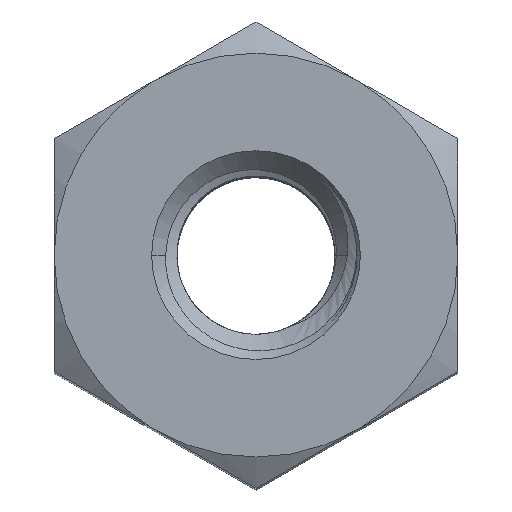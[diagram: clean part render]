
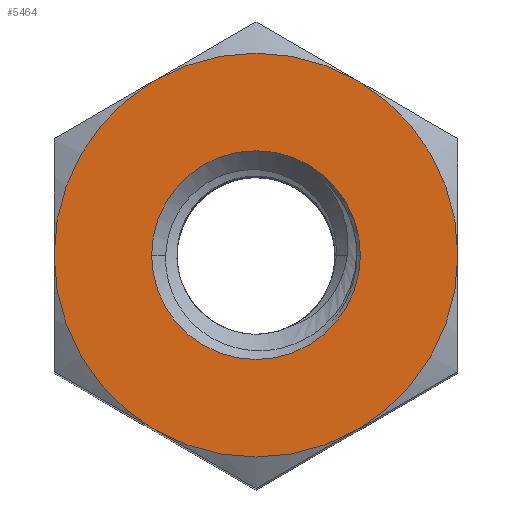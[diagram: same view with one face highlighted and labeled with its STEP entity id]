
A CAD part, top view. The second image highlights one B-rep face of the part: STEP entity #5464.
In plain terms, the highlighted planar face has unit normal (0, 0, 1).
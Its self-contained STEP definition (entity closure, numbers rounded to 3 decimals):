
#100 = FACE_BOUND ( 'NONE', #4207, .T. ) ;
#151 = DIRECTION ( 'NONE',  ( -1., 0., 0. ) ) ;
#222 = ORIENTED_EDGE ( 'NONE', *, *, #6702, .F. ) ;
#395 = DIRECTION ( 'NONE',  ( -1., 0., 0. ) ) ;
#420 = DIRECTION ( 'NONE',  ( 0., 0., -1. ) ) ;
#466 = PLANE ( 'NONE',  #3740 ) ;
#485 = CARTESIAN_POINT ( 'NONE',  ( -1.5, 2.598, 7.5 ) ) ;
#624 = DIRECTION ( 'NONE',  ( 0., 0., -1. ) ) ;
#755 = CIRCLE ( 'NONE', #950, 1.551 ) ;
#824 = CIRCLE ( 'NONE', #2707, 3. ) ;
#935 = CIRCLE ( 'NONE', #5576, 3. ) ;
#950 = AXIS2_PLACEMENT_3D ( 'NONE', #6347, #3284, #151 ) ;
#960 = EDGE_CURVE ( 'NONE', #2792, #3612, #824, .T. ) ;
#989 = CARTESIAN_POINT ( 'NONE',  ( 0., 0., 7.5 ) ) ;
#1102 = ORIENTED_EDGE ( 'NONE', *, *, #6570, .T. ) ;
#1155 = EDGE_CURVE ( 'NONE', #6565, #4728, #3121, .T. ) ;
#1370 = DIRECTION ( 'NONE',  ( 0., 0., -1. ) ) ;
#1401 = DIRECTION ( 'NONE',  ( -1., 0., 0. ) ) ;
#1437 = CARTESIAN_POINT ( 'NONE',  ( 0., 0., 7.5 ) ) ;
#1500 = CIRCLE ( 'NONE', #1996, 3. ) ;
#1510 = DIRECTION ( 'NONE',  ( -1., 0., 0. ) ) ;
#1512 = CARTESIAN_POINT ( 'NONE',  ( -1.5, -2.598, 7.5 ) ) ;
#1802 = DIRECTION ( 'NONE',  ( 0., 0., -1. ) ) ;
#1996 = AXIS2_PLACEMENT_3D ( 'NONE', #989, #4632, #1510 ) ;
#2037 = DIRECTION ( 'NONE',  ( 1., 0., 0. ) ) ;
#2240 = ORIENTED_EDGE ( 'NONE', *, *, #960, .F. ) ;
#2367 = ORIENTED_EDGE ( 'NONE', *, *, #1155, .T. ) ;
#2412 = CARTESIAN_POINT ( 'NONE',  ( 3., 0., 7.5 ) ) ;
#2443 = EDGE_CURVE ( 'NONE', #3612, #2998, #6461, .T. ) ;
#2457 = ORIENTED_EDGE ( 'NONE', *, *, #2443, .F. ) ;
#2480 = DIRECTION ( 'NONE',  ( 0., 0., -1. ) ) ;
#2519 = CARTESIAN_POINT ( 'NONE',  ( 1.5, -2.598, 7.5 ) ) ;
#2543 = AXIS2_PLACEMENT_3D ( 'NONE', #3751, #624, #4267 ) ;
#2569 = DIRECTION ( 'NONE',  ( -1., 0., 0. ) ) ;
#2629 = CARTESIAN_POINT ( 'NONE',  ( 0., 0., 7.5 ) ) ;
#2707 = AXIS2_PLACEMENT_3D ( 'NONE', #2629, #2480, #2569 ) ;
#2792 = VERTEX_POINT ( 'NONE', #2412 ) ;
#2934 = EDGE_CURVE ( 'NONE', #3773, #3534, #3994, .T. ) ;
#2998 = VERTEX_POINT ( 'NONE', #1512 ) ;
#3121 = CIRCLE ( 'NONE', #4450, 1.551 ) ;
#3214 = FACE_OUTER_BOUND ( 'NONE', #6390, .T. ) ;
#3284 = DIRECTION ( 'NONE',  ( 0., 0., -1. ) ) ;
#3524 = DIRECTION ( 'NONE',  ( 0., 0., -1. ) ) ;
#3534 = VERTEX_POINT ( 'NONE', #4044 ) ;
#3548 = CARTESIAN_POINT ( 'NONE',  ( -3., 0., 7.5 ) ) ;
#3550 = CARTESIAN_POINT ( 'NONE',  ( 0., 0., 7.5 ) ) ;
#3612 = VERTEX_POINT ( 'NONE', #2519 ) ;
#3740 = AXIS2_PLACEMENT_3D ( 'NONE', #4117, #5141, #2037 ) ;
#3751 = CARTESIAN_POINT ( 'NONE',  ( 0., 0., 7.5 ) ) ;
#3773 = VERTEX_POINT ( 'NONE', #485 ) ;
#3968 = CARTESIAN_POINT ( 'NONE',  ( 1.551, 0., 7.5 ) ) ;
#3994 = CIRCLE ( 'NONE', #6193, 3. ) ;
#4044 = CARTESIAN_POINT ( 'NONE',  ( 1.5, 2.598, 7.5 ) ) ;
#4073 = DIRECTION ( 'NONE',  ( -1., 0., 0. ) ) ;
#4117 = CARTESIAN_POINT ( 'NONE',  ( 0., 3.464, 7.5 ) ) ;
#4207 = EDGE_LOOP ( 'NONE', ( #2367, #1102 ) ) ;
#4267 = DIRECTION ( 'NONE',  ( -1., 0., 0. ) ) ;
#4450 = AXIS2_PLACEMENT_3D ( 'NONE', #1437, #1370, #1401 ) ;
#4595 = CIRCLE ( 'NONE', #4767, 3. ) ;
#4632 = DIRECTION ( 'NONE',  ( 0., 0., -1. ) ) ;
#4728 = VERTEX_POINT ( 'NONE', #3968 ) ;
#4767 = AXIS2_PLACEMENT_3D ( 'NONE', #4914, #1802, #5420 ) ;
#4822 = CARTESIAN_POINT ( 'NONE',  ( -1.551, 0., 7.5 ) ) ;
#4914 = CARTESIAN_POINT ( 'NONE',  ( 0., 0., 7.5 ) ) ;
#5054 = ORIENTED_EDGE ( 'NONE', *, *, #2934, .F. ) ;
#5141 = DIRECTION ( 'NONE',  ( 0., 0., 1. ) ) ;
#5321 = EDGE_CURVE ( 'NONE', #2998, #5358, #935, .T. ) ;
#5358 = VERTEX_POINT ( 'NONE', #3548 ) ;
#5376 = ORIENTED_EDGE ( 'NONE', *, *, #5321, .F. ) ;
#5420 = DIRECTION ( 'NONE',  ( -1., 0., 0. ) ) ;
#5461 = EDGE_CURVE ( 'NONE', #3534, #2792, #1500, .T. ) ;
#5464 = ADVANCED_FACE ( 'NONE', ( #3214, #100 ), #466, .T. ) ;
#5576 = AXIS2_PLACEMENT_3D ( 'NONE', #6581, #3524, #395 ) ;
#6171 = ORIENTED_EDGE ( 'NONE', *, *, #5461, .F. ) ;
#6193 = AXIS2_PLACEMENT_3D ( 'NONE', #3550, #420, #4073 ) ;
#6347 = CARTESIAN_POINT ( 'NONE',  ( 0., 0., 7.5 ) ) ;
#6390 = EDGE_LOOP ( 'NONE', ( #2240, #6171, #5054, #222, #5376, #2457 ) ) ;
#6461 = CIRCLE ( 'NONE', #2543, 3. ) ;
#6565 = VERTEX_POINT ( 'NONE', #4822 ) ;
#6570 = EDGE_CURVE ( 'NONE', #4728, #6565, #755, .T. ) ;
#6581 = CARTESIAN_POINT ( 'NONE',  ( 0., 0., 7.5 ) ) ;
#6702 = EDGE_CURVE ( 'NONE', #5358, #3773, #4595, .T. ) ;
